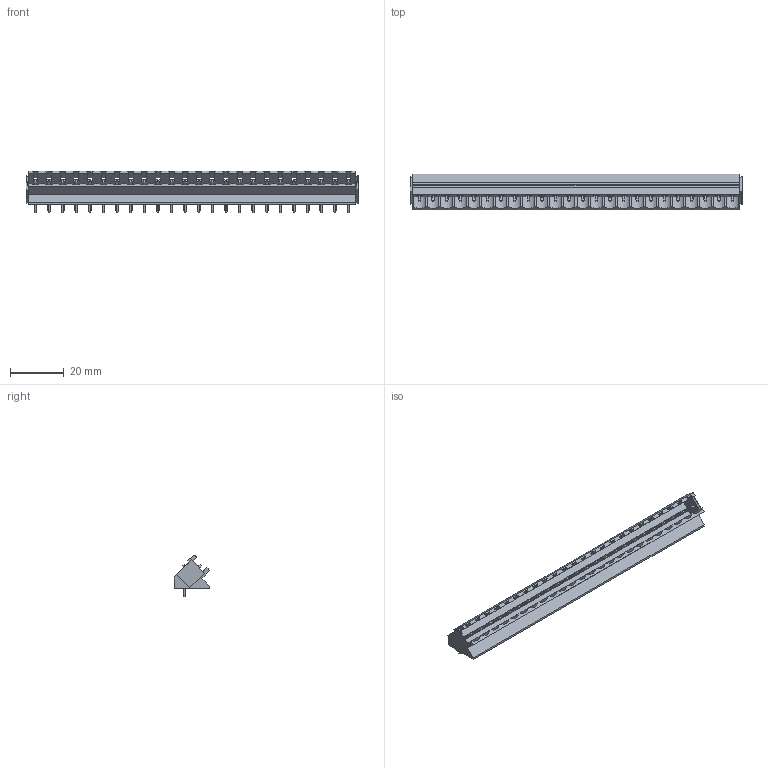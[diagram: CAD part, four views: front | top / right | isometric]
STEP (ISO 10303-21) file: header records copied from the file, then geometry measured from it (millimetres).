
FILE_DESCRIPTION(('CATIA V5 STEP Exchange','CAx-IF Rec.Pracs.--- Model Styling and Organization---1.2---2011-12-15'),'2;1');
FILE_NAME ('D1453254_0_1605750000_1605750000.stp','2018-10-15T16:21:11+00:00',('none'),('Weidmueller'),'CATIA Version 5-6 Release 2014','CATIA V5 STEP AP214','none');
FILE_SCHEMA(('AUTOMOTIVE_DESIGN { 1 0 10303 214 1 1 1 1 }'));
Length unit declared in the file: millimetre
Products named in the file (1): 1605750000
Bounding box: 123.92 x 13.3 x 15.67 mm (x, y, z)
Volume: 7547.7 mm3; surface area: 10044.7 mm2
Topology: 25 solids, 25 shells, 1216 faces, 3354 edges, 2140 vertices
Faces by surface type: plane 806, cylinder 410
Entity records: 42872 total; most frequent: CARTESIAN_POINT 14736, ORIENTED_EDGE 6708, DIRECTION 4364, EDGE_CURVE 3354, VECTOR 2534, LINE 2534, VERTEX_POINT 2140, EDGE_LOOP 1264
